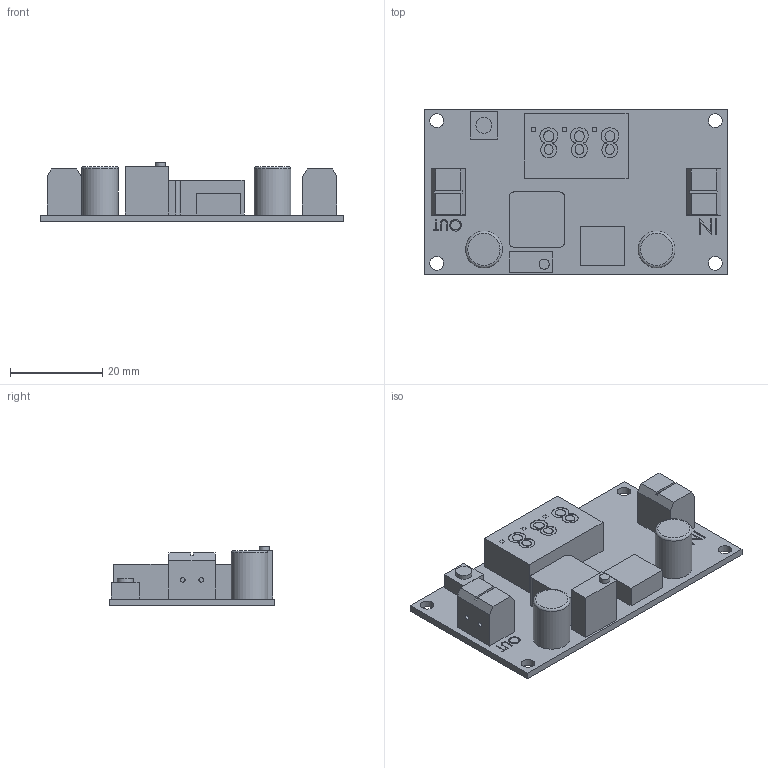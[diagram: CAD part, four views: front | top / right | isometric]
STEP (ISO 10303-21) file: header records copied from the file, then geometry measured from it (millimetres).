
FILE_DESCRIPTION(/* description */ ('STEP AP203'),/* implementation_level */ '2;1');
FILE_NAME(/* name */ 'LM2596 DC-DC Buck Converter.step',/* time_stamp */ '2025-11-18T10:55:20-05:00',/* author */ (''),/* organization */ (''),/* preprocessor_version */ 'ST-DEVELOPER v20.1',/* originating_system */ 'Autodesk Translation Framework v14.21.0.0',/* authorisation */ '');
FILE_SCHEMA (('AUTOMOTIVE_DESIGN { 1 0 10303 214 3 1 1 }'));
Length unit declared in the file: millimetre
Products named in the file (1): LM2596 DC-DC Buck Converter
Bounding box: 66 x 36 x 13 mm (x, y, z)
Volume: 10432.3 mm3; surface area: 7737.6 mm2
Topology: 1 solids, 1 shells, 254 faces, 657 edges, 438 vertices
Faces by surface type: plane 125, bspline 111, cylinder 16, torus 2
Full cylindrical faces by diameter (mm): 1 x4, 2.2 x1, 3 x4, 3.5 x1, 8 x2
Entity records: 11705 total; most frequent: CARTESIAN_POINT 6029, ORIENTED_EDGE 1314, DIRECTION 761, EDGE_CURVE 657, VERTEX_POINT 438, LINE 397, VECTOR 397, EDGE_LOOP 295
